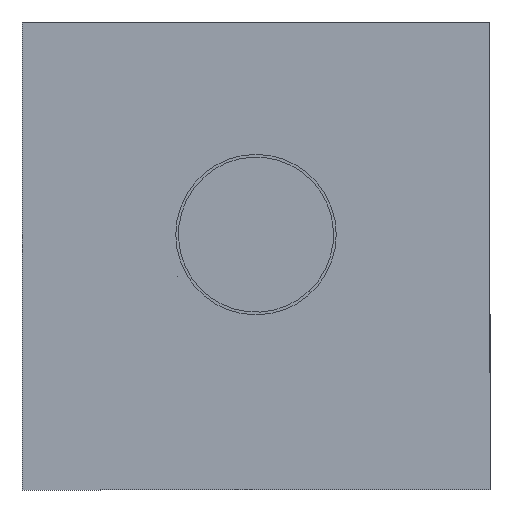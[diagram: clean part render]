
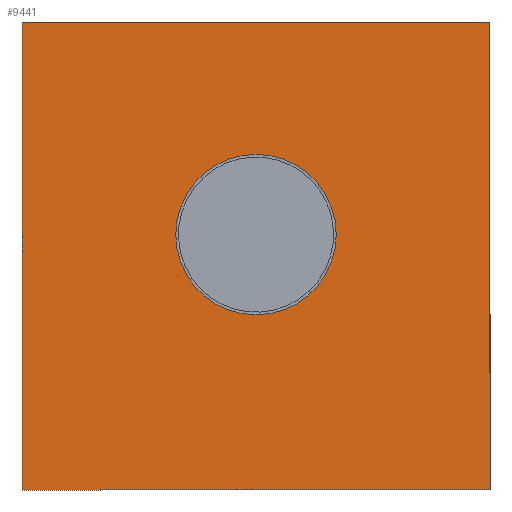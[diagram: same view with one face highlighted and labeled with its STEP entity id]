
A CAD part, front view. The second image highlights one B-rep face of the part: STEP entity #9441.
In plain terms, the highlighted planar face has unit normal (0, -1, 0).
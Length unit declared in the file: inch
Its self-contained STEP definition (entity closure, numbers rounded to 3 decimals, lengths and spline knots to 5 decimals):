
#444 = VERTEX_POINT ( 'NONE', #5221 ) ;
#566 = VECTOR ( 'NONE', #677, 39.37008 ) ;
#677 = DIRECTION ( 'NONE',  ( -1., 0., 0. ) ) ;
#689 = CARTESIAN_POINT ( 'NONE',  ( -0.63348, -0.815, -0.36574 ) ) ;
#720 = EDGE_CURVE ( 'NONE', #7693, #444, #7951, .T. ) ;
#751 = DIRECTION ( 'NONE',  ( -0.5, 0., 0.866 ) ) ;
#869 = EDGE_CURVE ( 'NONE', #1999, #8996, #2810, .T. ) ;
#886 = ORIENTED_EDGE ( 'NONE', *, *, #9385, .T. ) ;
#1190 = VECTOR ( 'NONE', #5897, 39.37008 ) ;
#1400 = VERTEX_POINT ( 'NONE', #6888 ) ;
#1430 = FACE_OUTER_BOUND ( 'NONE', #9887, .T. ) ;
#1444 = ORIENTED_EDGE ( 'NONE', *, *, #8242, .T. ) ;
#1529 = CARTESIAN_POINT ( 'NONE',  ( 0.1919, -0.815, -0.11083 ) ) ;
#1561 = EDGE_CURVE ( 'NONE', #1400, #5608, #4965, .T. ) ;
#1636 = DIRECTION ( 'NONE',  ( 0., 0., -1. ) ) ;
#1752 = CIRCLE ( 'NONE', #2078, 0.3 ) ;
#1760 = LINE ( 'NONE', #4320, #1190 ) ;
#1913 = AXIS2_PLACEMENT_3D ( 'NONE', #2492, #8896, #1636 ) ;
#1999 = VERTEX_POINT ( 'NONE', #7486 ) ;
#2056 = AXIS2_PLACEMENT_3D ( 'NONE', #4762, #10467, #5682 ) ;
#2078 = AXIS2_PLACEMENT_3D ( 'NONE', #6036, #5093, #8303 ) ;
#2211 = EDGE_CURVE ( 'NONE', #3857, #6892, #5483, .T. ) ;
#2234 = EDGE_CURVE ( 'NONE', #8996, #1400, #3341, .T. ) ;
#2290 = VECTOR ( 'NONE', #751, 39.37008 ) ;
#2395 = VECTOR ( 'NONE', #7298, 39.37008 ) ;
#2473 = EDGE_CURVE ( 'NONE', #6892, #3857, #1752, .T. ) ;
#2492 = CARTESIAN_POINT ( 'NONE',  ( 0., -0.815, -0.795 ) ) ;
#2734 = VECTOR ( 'NONE', #4171, 39.37008 ) ;
#2810 = LINE ( 'NONE', #9854, #8131 ) ;
#2890 = ORIENTED_EDGE ( 'NONE', *, *, #2211, .F. ) ;
#3074 = CARTESIAN_POINT ( 'NONE',  ( -0.2945, -0.815, -0.953 ) ) ;
#3341 = LINE ( 'NONE', #9740, #566 ) ;
#3579 = CARTESIAN_POINT ( 'NONE',  ( 0., -0.815, -0.495 ) ) ;
#3631 = CARTESIAN_POINT ( 'NONE',  ( 0., -0.815, -0.953 ) ) ;
#3857 = VERTEX_POINT ( 'NONE', #3579 ) ;
#3920 = PLANE ( 'NONE',  #2056 ) ;
#3924 = VECTOR ( 'NONE', #9234, 39.37008 ) ;
#4171 = DIRECTION ( 'NONE',  ( 0., 0., 1. ) ) ;
#4320 = CARTESIAN_POINT ( 'NONE',  ( 0., -0.815, 0. ) ) ;
#4351 = EDGE_LOOP ( 'NONE', ( #9251, #2890 ) ) ;
#4442 = ORIENTED_EDGE ( 'NONE', *, *, #1561, .F. ) ;
#4762 = CARTESIAN_POINT ( 'NONE',  ( 0., -0.815, 0. ) ) ;
#4965 = LINE ( 'NONE', #8179, #2734 ) ;
#4968 = CARTESIAN_POINT ( 'NONE',  ( 0., -0.815, -1.095 ) ) ;
#5093 = DIRECTION ( 'NONE',  ( 0., -1., 0. ) ) ;
#5221 = CARTESIAN_POINT ( 'NONE',  ( -0.29446, -0.815, -0.95293 ) ) ;
#5248 = ORIENTED_EDGE ( 'NONE', *, *, #869, .F. ) ;
#5427 = CARTESIAN_POINT ( 'NONE',  ( -0.875, -0.815, 0. ) ) ;
#5460 = FACE_BOUND ( 'NONE', #4351, .T. ) ;
#5483 = CIRCLE ( 'NONE', #1913, 0.3 ) ;
#5608 = VERTEX_POINT ( 'NONE', #5427 ) ;
#5682 = DIRECTION ( 'NONE',  ( 0., 0., 1. ) ) ;
#5897 = DIRECTION ( 'NONE',  ( 1., 0., 0. ) ) ;
#6036 = CARTESIAN_POINT ( 'NONE',  ( 0., -0.815, -0.795 ) ) ;
#6888 = CARTESIAN_POINT ( 'NONE',  ( -0.875, -0.815, -1.75 ) ) ;
#6892 = VERTEX_POINT ( 'NONE', #4968 ) ;
#7298 = DIRECTION ( 'NONE',  ( 0.5, 0., 0.866 ) ) ;
#7401 = EDGE_CURVE ( 'NONE', #5608, #1999, #1760, .T. ) ;
#7486 = CARTESIAN_POINT ( 'NONE',  ( 0.875, -0.815, 0. ) ) ;
#7647 = LINE ( 'NONE', #3631, #3924 ) ;
#7649 = VERTEX_POINT ( 'NONE', #3074 ) ;
#7693 = VERTEX_POINT ( 'NONE', #8898 ) ;
#7848 = EDGE_LOOP ( 'NONE', ( #1444, #886, #8728 ) ) ;
#7880 = FACE_BOUND ( 'NONE', #7848, .T. ) ;
#7951 = LINE ( 'NONE', #689, #2290 ) ;
#8131 = VECTOR ( 'NONE', #9061, 39.37008 ) ;
#8179 = CARTESIAN_POINT ( 'NONE',  ( -0.875, -0.815, 0. ) ) ;
#8222 = ORIENTED_EDGE ( 'NONE', *, *, #7401, .F. ) ;
#8231 = ORIENTED_EDGE ( 'NONE', *, *, #2234, .F. ) ;
#8242 = EDGE_CURVE ( 'NONE', #7693, #7649, #7647, .T. ) ;
#8303 = DIRECTION ( 'NONE',  ( 0., 0., -1. ) ) ;
#8728 = ORIENTED_EDGE ( 'NONE', *, *, #720, .F. ) ;
#8850 = CARTESIAN_POINT ( 'NONE',  ( 0.875, -0.815, -1.75 ) ) ;
#8896 = DIRECTION ( 'NONE',  ( 0., -1., 0. ) ) ;
#8898 = CARTESIAN_POINT ( 'NONE',  ( -0.29442, -0.815, -0.953 ) ) ;
#8996 = VERTEX_POINT ( 'NONE', #8850 ) ;
#9061 = DIRECTION ( 'NONE',  ( 0., 0., -1. ) ) ;
#9234 = DIRECTION ( 'NONE',  ( -1., 0., 0. ) ) ;
#9251 = ORIENTED_EDGE ( 'NONE', *, *, #2473, .F. ) ;
#9385 = EDGE_CURVE ( 'NONE', #7649, #444, #9624, .T. ) ;
#9441 = ADVANCED_FACE ( 'NONE', ( #5460, #1430, #7880 ), #3920, .F. ) ;
#9624 = LINE ( 'NONE', #1529, #2395 ) ;
#9740 = CARTESIAN_POINT ( 'NONE',  ( 0., -0.815, -1.75 ) ) ;
#9854 = CARTESIAN_POINT ( 'NONE',  ( 0.875, -0.815, 0. ) ) ;
#9887 = EDGE_LOOP ( 'NONE', ( #8231, #5248, #8222, #4442 ) ) ;
#10467 = DIRECTION ( 'NONE',  ( 0., 1., 0. ) ) ;
